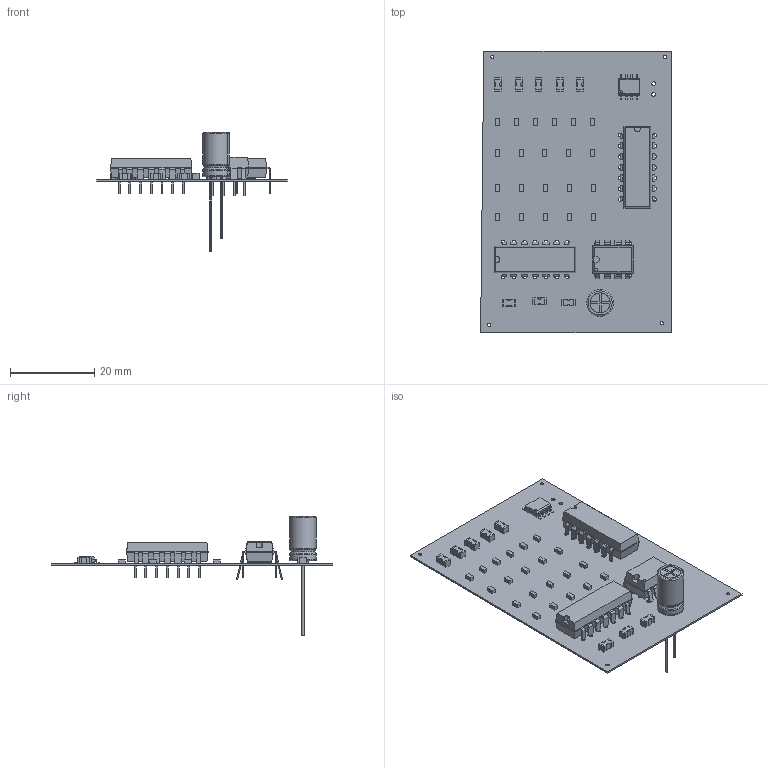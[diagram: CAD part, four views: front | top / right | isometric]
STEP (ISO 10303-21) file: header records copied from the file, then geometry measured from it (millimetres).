
FILE_DESCRIPTION(('Open CASCADE Model'),'2;1');
FILE_NAME('Open CASCADE Shape Model','2023-03-10T22:47:55',('Author'),( 'Open CASCADE'),'Open CASCADE STEP processor 6.8','Open CASCADE 6.8' ,'Unknown');
FILE_SCHEMA(('AUTOMOTIVE_DESIGN { 1 0 10303 214 1 1 1 1 }'));
Length unit declared in the file: millimetre
Products named in the file (45): PCB; Board; U2; 471342576; U1; 471339376; R22; 471488088; Extruded; R21; R20; R19; R18; R17; R16; R15; R14; R13; R12; R11; R10; R7; R6; R5; R4; R3; R2; R1; J2; 471342064; J1; 471342192; C9; 471342320; C8; 471339248; C7; C6; 471303408; C5 ...
Assembly tree (70 placements, depth 4):
  PCB
    Board
    U2
      471342576
    U1
      471339376
    R22
      471488088
        Extruded
    R21
      471488088
        Extruded
    R20
      471488088
        Extruded
    R19
      471488088
        Extruded
    R18
      471488088
        Extruded
    R17
      471488088
        Extruded
    R16
      471488088
        Extruded
    R15
      471488088
        Extruded
    R14
      471488088
        Extruded
    R13
      471488088
        Extruded
    R12
      471488088
        Extruded
    R11
      471488088
        Extruded
    R10
      471488088
        Extruded
    R7
      471488088
        Extruded
    R6
      471488088
        Extruded
    R5
      471488088
        Extruded
    R4
      471488088
        Extruded
    R3
      471488088
        Extruded
Bounding box: 45.21 x 66.8 x 28.2 mm (x, y, z)
Volume: 3059.2 mm3; surface area: 8914.9 mm2
Topology: 117 solids, 117 shells, 1256 faces, 3024 edges, 2005 vertices
Faces by surface type: plane 992, cylinder 246, torus 18
Full cylindrical faces by diameter (mm): 0.75 x2, 0.762 x4, 0.82 x8, 0.83 x28, 0.9 x2
Entity records: 29712 total; most frequent: CARTESIAN_POINT 5092, DIRECTION 4827, ORIENTED_EDGE 4776, EDGE_CURVE 2388, LINE 1907, VECTOR 1907, VERTEX_POINT 1581, AXIS2_PLACEMENT_3D 1460
